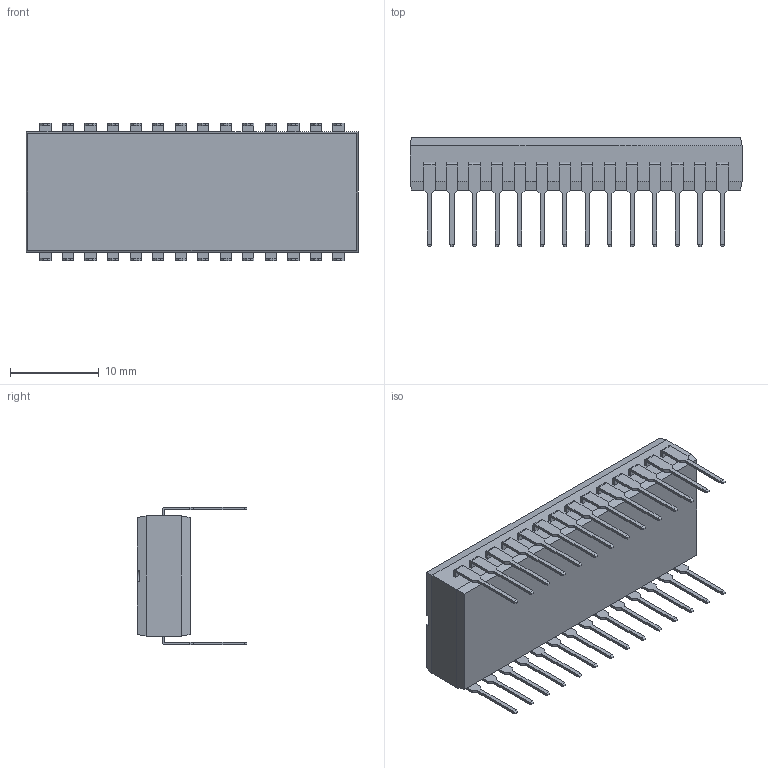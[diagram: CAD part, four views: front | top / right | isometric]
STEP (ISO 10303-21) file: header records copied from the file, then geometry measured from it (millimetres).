
FILE_DESCRIPTION (( 'STEP AP214' ), '1' );
FILE_NAME ('IR2130PBF.STEP', '2019-02-26T11:36:23', ( '' ), ( '' ), 'SwSTEP 2.0', 'SolidWorks 2016', '' );
FILE_SCHEMA (( 'AUTOMOTIVE_DESIGN' ));
Length unit declared in the file: millimetre
Products named in the file (1): IR2130PBF
Bounding box: 37.41 x 12.36 x 15.53 mm (x, y, z)
Volume: 3065.3 mm3; surface area: 2188.2 mm2
Topology: 1 solids, 1 shells, 615 faces, 1611 edges, 1034 vertices
Faces by surface type: plane 546, cylinder 69
Entity records: 25073 total; most frequent: CARTESIAN_POINT 3261, ORIENTED_EDGE 3222, DIRECTION 2981, EDGE_CURVE 1611, VECTOR 1473, LINE 1473, VERTEX_POINT 1034, AXIS2_PLACEMENT_3D 754
